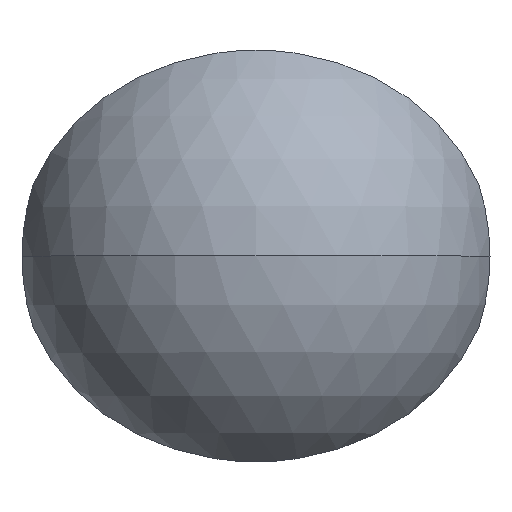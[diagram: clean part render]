
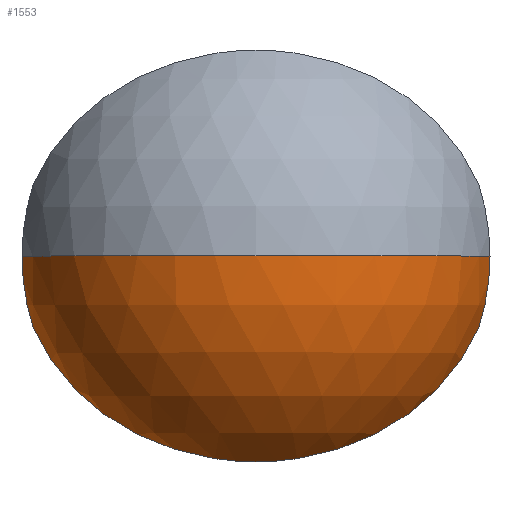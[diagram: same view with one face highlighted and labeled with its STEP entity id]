
A CAD part, top view. The second image highlights one B-rep face of the part: STEP entity #1553.
In plain terms, the highlighted spherical face has radius 10 mm.
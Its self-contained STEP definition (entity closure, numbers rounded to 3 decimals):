
#15 = EDGE_CURVE ( 'NONE', #224, #847, #2519, .T. ) ;
#20 = CARTESIAN_POINT ( 'NONE',  ( 0., 0., 0. ) ) ;
#123 = DIRECTION ( 'NONE',  ( 0., -1., 0. ) ) ;
#156 = DIRECTION ( 'NONE',  ( 0., 0., -1. ) ) ;
#224 = VERTEX_POINT ( 'NONE', #234 ) ;
#234 = CARTESIAN_POINT ( 'NONE',  ( 0., 0., 10. ) ) ;
#238 = DIRECTION ( 'NONE',  ( 0., -1., 0. ) ) ;
#261 = DIRECTION ( 'NONE',  ( 0., 0.866, -0.5 ) ) ;
#443 = VERTEX_POINT ( 'NONE', #1233 ) ;
#503 = CIRCLE ( 'NONE', #1760, 10. ) ;
#600 = DIRECTION ( 'NONE',  ( 0., 0., -1. ) ) ;
#609 = DIRECTION ( 'NONE',  ( 0., 1., 0. ) ) ;
#633 = CARTESIAN_POINT ( 'NONE',  ( 9.378, -3.008, 1.736 ) ) ;
#735 = EDGE_CURVE ( 'NONE', #1939, #443, #791, .T. ) ;
#791 = CIRCLE ( 'NONE', #2908, 9.848 ) ;
#847 = VERTEX_POINT ( 'NONE', #2928 ) ;
#902 = AXIS2_PLACEMENT_3D ( 'NONE', #930, #238, #1911 ) ;
#930 = CARTESIAN_POINT ( 'NONE',  ( 0., 0., 0. ) ) ;
#987 = ORIENTED_EDGE ( 'NONE', *, *, #2276, .F. ) ;
#1042 = ORIENTED_EDGE ( 'NONE', *, *, #735, .F. ) ;
#1233 = CARTESIAN_POINT ( 'NONE',  ( -9.848, 0., 1.736 ) ) ;
#1399 = ORIENTED_EDGE ( 'NONE', *, *, #15, .F. ) ;
#1481 = VERTEX_POINT ( 'NONE', #633 ) ;
#1535 = CARTESIAN_POINT ( 'NONE',  ( 0., 0., 0. ) ) ;
#1553 = ADVANCED_FACE ( 'NONE', ( #1933 ), #2662, .T. ) ;
#1569 = CARTESIAN_POINT ( 'NONE',  ( 0., 0., 1.736 ) ) ;
#1685 = DIRECTION ( 'NONE',  ( 0., -0.5, -0.866 ) ) ;
#1760 = AXIS2_PLACEMENT_3D ( 'NONE', #1535, #123, #1792 ) ;
#1792 = DIRECTION ( 'NONE',  ( 1., 0., 0. ) ) ;
#1822 = DIRECTION ( 'NONE',  ( -1., 0., 0. ) ) ;
#1911 = DIRECTION ( 'NONE',  ( 1., 0., 0. ) ) ;
#1933 = FACE_OUTER_BOUND ( 'NONE', #1985, .T. ) ;
#1939 = VERTEX_POINT ( 'NONE', #2808 ) ;
#1965 = ORIENTED_EDGE ( 'NONE', *, *, #2213, .T. ) ;
#1985 = EDGE_LOOP ( 'NONE', ( #1399, #1965, #1042, #2833, #987 ) ) ;
#2045 = CARTESIAN_POINT ( 'NONE',  ( 0., 0., 1.736 ) ) ;
#2063 = CARTESIAN_POINT ( 'NONE',  ( 0., 0., 0. ) ) ;
#2213 = EDGE_CURVE ( 'NONE', #224, #443, #503, .T. ) ;
#2276 = EDGE_CURVE ( 'NONE', #847, #1481, #2867, .T. ) ;
#2291 = DIRECTION ( 'NONE',  ( -1., 0., 0. ) ) ;
#2305 = DIRECTION ( 'NONE',  ( 0., 0., 1. ) ) ;
#2511 = AXIS2_PLACEMENT_3D ( 'NONE', #20, #1685, #261 ) ;
#2519 = CIRCLE ( 'NONE', #2692, 10. ) ;
#2532 = CIRCLE ( 'NONE', #2511, 10. ) ;
#2662 = SPHERICAL_SURFACE ( 'NONE', #902, 10. ) ;
#2692 = AXIS2_PLACEMENT_3D ( 'NONE', #2063, #609, #2305 ) ;
#2747 = AXIS2_PLACEMENT_3D ( 'NONE', #1569, #156, #1822 ) ;
#2808 = CARTESIAN_POINT ( 'NONE',  ( -9.378, -3.008, 1.736 ) ) ;
#2833 = ORIENTED_EDGE ( 'NONE', *, *, #2885, .F. ) ;
#2867 = CIRCLE ( 'NONE', #2747, 9.848 ) ;
#2885 = EDGE_CURVE ( 'NONE', #1481, #1939, #2532, .T. ) ;
#2908 = AXIS2_PLACEMENT_3D ( 'NONE', #2045, #600, #2291 ) ;
#2928 = CARTESIAN_POINT ( 'NONE',  ( 9.848, 0., 1.736 ) ) ;
